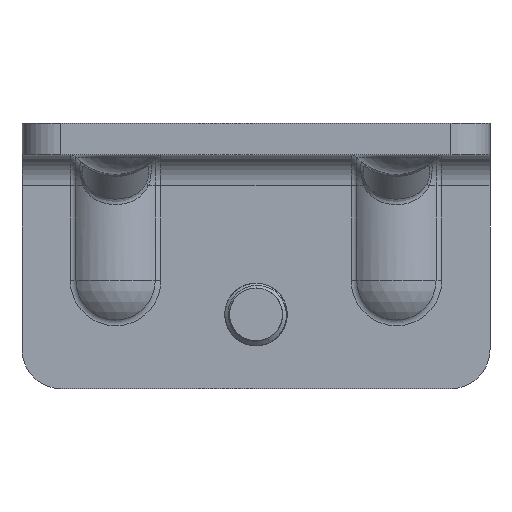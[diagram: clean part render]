
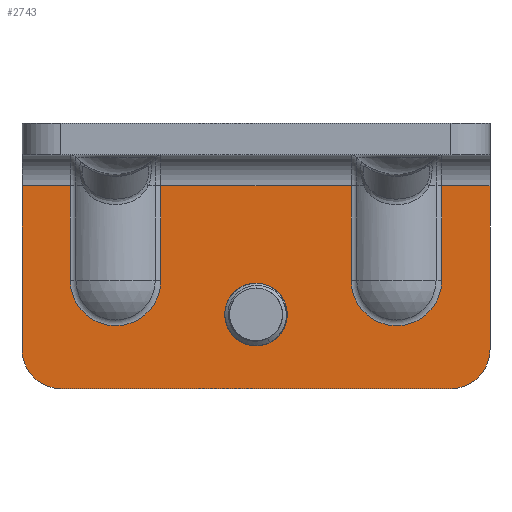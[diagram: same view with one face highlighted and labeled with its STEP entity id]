
A CAD part, front view. The second image highlights one B-rep face of the part: STEP entity #2743.
In plain terms, the highlighted face is planar.
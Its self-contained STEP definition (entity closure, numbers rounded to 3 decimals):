
#700=DIRECTION('',(0.,0.,-1.));
#701=VECTOR('',#700,21.);
#702=CARTESIAN_POINT('',(30.,4.,22.8));
#703=LINE('',#702,#701);
#704=CARTESIAN_POINT('',(25.,4.,22.8));
#705=DIRECTION('',(0.,1.,0.));
#706=DIRECTION('',(0.,0.,1.));
#707=AXIS2_PLACEMENT_3D('',#704,#705,#706);
#709=DIRECTION('',(1.,0.,0.));
#710=VECTOR('',#709,50.);
#711=CARTESIAN_POINT('',(-25.,4.,27.8));
#712=LINE('',#711,#710);
#713=CARTESIAN_POINT('',(-25.,4.,22.8));
#714=DIRECTION('',(0.,1.,0.));
#715=DIRECTION('',(-1.,0.,0.));
#716=AXIS2_PLACEMENT_3D('',#713,#714,#715);
#718=DIRECTION('',(0.,0.,1.));
#719=VECTOR('',#718,21.);
#720=CARTESIAN_POINT('',(-30.,4.,1.8));
#721=LINE('',#720,#719);
#722=CARTESIAN_POINT('',(-18.,4.,13.927));
#723=DIRECTION('',(0.,-1.,0.));
#724=DIRECTION('',(0.,0.,1.));
#725=AXIS2_PLACEMENT_3D('',#722,#723,#724);
#727=CARTESIAN_POINT('',(-18.,4.,13.927));
#728=DIRECTION('',(0.,-1.,0.));
#729=DIRECTION('',(1.,0.,0.));
#730=AXIS2_PLACEMENT_3D('',#727,#728,#729);
#732=CARTESIAN_POINT('',(18.,4.,13.927));
#733=DIRECTION('',(0.,-1.,0.));
#734=DIRECTION('',(0.,0.,1.));
#735=AXIS2_PLACEMENT_3D('',#732,#733,#734);
#737=CARTESIAN_POINT('',(18.,4.,13.927));
#738=DIRECTION('',(0.,-1.,0.));
#739=DIRECTION('',(1.,0.,0.));
#740=AXIS2_PLACEMENT_3D('',#737,#738,#739);
#742=CARTESIAN_POINT('',(0.,4.,18.3));
#743=DIRECTION('',(0.,-1.,0.));
#744=DIRECTION('',(1.,0.,0.));
#745=AXIS2_PLACEMENT_3D('',#742,#743,#744);
#747=CARTESIAN_POINT('',(0.,4.,18.3));
#748=DIRECTION('',(0.,-1.,0.));
#749=DIRECTION('',(-1.,0.,0.));
#750=AXIS2_PLACEMENT_3D('',#747,#748,#749);
#752=DIRECTION('',(1.,0.,0.));
#753=VECTOR('',#752,6.191);
#754=CARTESIAN_POINT('',(23.809,4.,1.8));
#755=LINE('',#754,#753);
#896=DIRECTION('',(0.,0.,-1.));
#897=VECTOR('',#896,12.127);
#898=CARTESIAN_POINT('',(23.809,4.,13.927));
#899=LINE('',#898,#897);
#910=DIRECTION('',(0.,0.,1.));
#911=VECTOR('',#910,12.127);
#912=CARTESIAN_POINT('',(12.191,4.,1.8));
#913=LINE('',#912,#911);
#970=DIRECTION('',(1.,0.,0.));
#971=VECTOR('',#970,24.381);
#972=CARTESIAN_POINT('',(-12.191,4.,1.8));
#973=LINE('',#972,#971);
#1110=DIRECTION('',(0.,0.,-1.));
#1111=VECTOR('',#1110,12.127);
#1112=CARTESIAN_POINT('',(-12.191,4.,13.927));
#1113=LINE('',#1112,#1111);
#1124=DIRECTION('',(0.,0.,1.));
#1125=VECTOR('',#1124,12.127);
#1126=CARTESIAN_POINT('',(-23.809,4.,1.8));
#1127=LINE('',#1126,#1125);
#1184=DIRECTION('',(1.,0.,0.));
#1185=VECTOR('',#1184,6.191);
#1186=CARTESIAN_POINT('',(-30.,4.,1.8));
#1187=LINE('',#1186,#1185);
#1389=CARTESIAN_POINT('',(-23.809,4.,1.8));
#1390=VERTEX_POINT('',#1389);
#1393=CARTESIAN_POINT('',(-12.191,4.,1.8));
#1394=VERTEX_POINT('',#1393);
#1405=CARTESIAN_POINT('',(-12.191,4.,13.927));
#1407=VERTEX_POINT('',#1405);
#1416=CARTESIAN_POINT('',(-23.809,4.,13.927));
#1418=VERTEX_POINT('',#1416);
#1419=CARTESIAN_POINT('',(-18.,4.,19.736));
#1420=VERTEX_POINT('',#1419);
#1470=CARTESIAN_POINT('',(12.191,4.,1.8));
#1471=VERTEX_POINT('',#1470);
#1474=CARTESIAN_POINT('',(23.809,4.,1.8));
#1475=VERTEX_POINT('',#1474);
#1490=CARTESIAN_POINT('',(23.809,4.,13.927));
#1491=VERTEX_POINT('',#1490);
#1498=CARTESIAN_POINT('',(12.191,4.,13.927));
#1499=VERTEX_POINT('',#1498);
#1500=CARTESIAN_POINT('',(18.,4.,19.736));
#1501=VERTEX_POINT('',#1500);
#1512=CARTESIAN_POINT('',(-30.,4.,1.8));
#1513=VERTEX_POINT('',#1512);
#1514=CARTESIAN_POINT('',(30.,4.,1.8));
#1515=VERTEX_POINT('',#1514);
#1516=CARTESIAN_POINT('',(-30.,4.,22.8));
#1517=VERTEX_POINT('',#1516);
#1518=CARTESIAN_POINT('',(-25.,4.,27.8));
#1519=VERTEX_POINT('',#1518);
#1520=CARTESIAN_POINT('',(25.,4.,27.8));
#1521=VERTEX_POINT('',#1520);
#1522=CARTESIAN_POINT('',(30.,4.,22.8));
#1523=VERTEX_POINT('',#1522);
#1533=CARTESIAN_POINT('',(-3.4,4.,18.3));
#1535=VERTEX_POINT('',#1533);
#1538=CARTESIAN_POINT('',(3.4,4.,18.3));
#1539=VERTEX_POINT('',#1538);
#2700=CARTESIAN_POINT('',(0.,4.,-26.5));
#2701=DIRECTION('',(0.,1.,0.));
#2702=DIRECTION('',(0.,0.,1.));
#2703=AXIS2_PLACEMENT_3D('',#2700,#2701,#2702);
#2704=PLANE('',#2703);
#2706=ORIENTED_EDGE('',*,*,#2705,.T.);
#2707=ORIENTED_EDGE('',*,*,#2681,.F.);
#2708=ORIENTED_EDGE('',*,*,#2691,.F.);
#2710=ORIENTED_EDGE('',*,*,#2709,.F.);
#2712=ORIENTED_EDGE('',*,*,#2711,.F.);
#2714=ORIENTED_EDGE('',*,*,#2713,.F.);
#2716=ORIENTED_EDGE('',*,*,#2715,.T.);
#2718=ORIENTED_EDGE('',*,*,#2717,.T.);
#2720=ORIENTED_EDGE('',*,*,#2719,.F.);
#2722=ORIENTED_EDGE('',*,*,#2721,.F.);
#2724=ORIENTED_EDGE('',*,*,#2723,.T.);
#2726=ORIENTED_EDGE('',*,*,#2725,.T.);
#2728=ORIENTED_EDGE('',*,*,#2727,.T.);
#2730=ORIENTED_EDGE('',*,*,#2729,.F.);
#2732=ORIENTED_EDGE('',*,*,#2731,.F.);
#2734=ORIENTED_EDGE('',*,*,#2733,.T.);
#2735=EDGE_LOOP('',(#2706,#2707,#2708,#2710,#2712,#2714,#2716,#2718,#2720,#2722,
#2724,#2726,#2728,#2730,#2732,#2734));
#2736=FACE_OUTER_BOUND('',#2735,.F.);
#2738=ORIENTED_EDGE('',*,*,#2737,.F.);
#2740=ORIENTED_EDGE('',*,*,#2739,.F.);
#2741=EDGE_LOOP('',(#2738,#2740));
#2742=FACE_BOUND('',#2741,.F.);
#2743=ADVANCED_FACE('',(#2736,#2742),#2704,.T.);
#708=CIRCLE('',#707,5.);
#717=CIRCLE('',#716,5.);
#726=CIRCLE('',#725,5.809);
#731=CIRCLE('',#730,5.809);
#736=CIRCLE('',#735,5.809);
#741=CIRCLE('',#740,5.809);
#746=CIRCLE('',#745,3.4);
#751=CIRCLE('',#750,3.4);
#2681=EDGE_CURVE('',#1523,#1515,#703,.T.);
#2691=EDGE_CURVE('',#1521,#1523,#708,.T.);
#2705=EDGE_CURVE('',#1475,#1515,#755,.T.);
#2709=EDGE_CURVE('',#1519,#1521,#712,.T.);
#2711=EDGE_CURVE('',#1517,#1519,#717,.T.);
#2713=EDGE_CURVE('',#1513,#1517,#721,.T.);
#2715=EDGE_CURVE('',#1513,#1390,#1187,.T.);
#2717=EDGE_CURVE('',#1390,#1418,#1127,.T.);
#2719=EDGE_CURVE('',#1420,#1418,#726,.T.);
#2721=EDGE_CURVE('',#1407,#1420,#731,.T.);
#2723=EDGE_CURVE('',#1407,#1394,#1113,.T.);
#2725=EDGE_CURVE('',#1394,#1471,#973,.T.);
#2727=EDGE_CURVE('',#1471,#1499,#913,.T.);
#2729=EDGE_CURVE('',#1501,#1499,#736,.T.);
#2731=EDGE_CURVE('',#1491,#1501,#741,.T.);
#2733=EDGE_CURVE('',#1491,#1475,#899,.T.);
#2737=EDGE_CURVE('',#1539,#1535,#746,.T.);
#2739=EDGE_CURVE('',#1535,#1539,#751,.T.);
